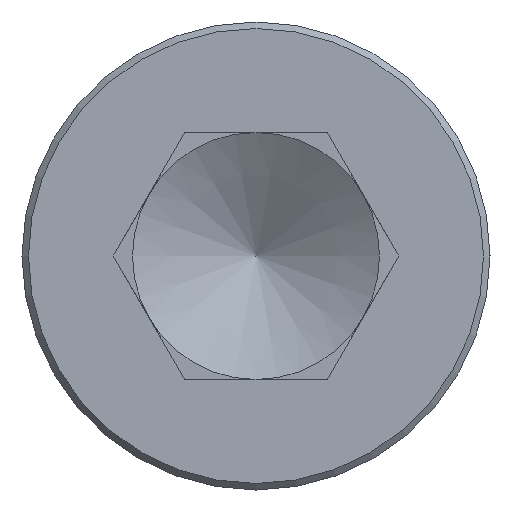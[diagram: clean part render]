
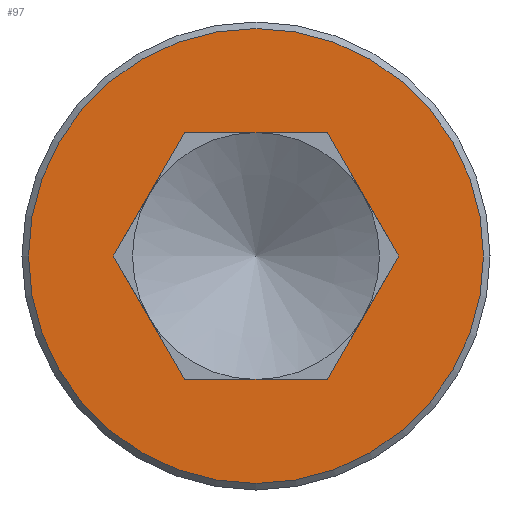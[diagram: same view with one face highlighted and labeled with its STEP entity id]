
A CAD part, left-side view. The second image highlights one B-rep face of the part: STEP entity #97.
In plain terms, the highlighted planar face has unit normal (-1, 0, 0).
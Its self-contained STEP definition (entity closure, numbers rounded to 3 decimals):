
#97 = ADVANCED_FACE( '', ( #199, #200 ), #201, .F. );
#199 = FACE_OUTER_BOUND( '', #293, .T. );
#200 = FACE_BOUND( '', #294, .T. );
#201 = PLANE( '', #295 );
#293 = EDGE_LOOP( '', ( #470 ) );
#294 = EDGE_LOOP( '', ( #471, #472, #473, #474, #475, #476 ) );
#295 = AXIS2_PLACEMENT_3D( '', #477, #478, #479 );
#470 = ORIENTED_EDGE( '', *, *, #502, .F. );
#471 = ORIENTED_EDGE( '', *, *, #491, .T. );
#472 = ORIENTED_EDGE( '', *, *, #485, .T. );
#473 = ORIENTED_EDGE( '', *, *, #508, .T. );
#474 = ORIENTED_EDGE( '', *, *, #532, .T. );
#475 = ORIENTED_EDGE( '', *, *, #524, .T. );
#476 = ORIENTED_EDGE( '', *, *, #545, .T. );
#477 = CARTESIAN_POINT( '', ( 0., 0., 0. ) );
#478 = DIRECTION( '', ( 1., 0., 0. ) );
#479 = DIRECTION( '', ( 0., 0., -1. ) );
#485 = EDGE_CURVE( '', #555, #556, #557, .T. );
#491 = EDGE_CURVE( '', #566, #555, #567, .T. );
#502 = EDGE_CURVE( '', #583, #583, #584, .T. );
#508 = EDGE_CURVE( '', #556, #592, #593, .T. );
#524 = EDGE_CURVE( '', #612, #613, #614, .T. );
#532 = EDGE_CURVE( '', #592, #612, #625, .T. );
#545 = EDGE_CURVE( '', #613, #566, #640, .T. );
#555 = VERTEX_POINT( '', #652 );
#556 = VERTEX_POINT( '', #653 );
#557 = LINE( '', #654, #655 );
#566 = VERTEX_POINT( '', #668 );
#567 = LINE( '', #669, #670 );
#583 = VERTEX_POINT( '', #689 );
#584 = CIRCLE( '', #690, 17.5 );
#592 = VERTEX_POINT( '', #698 );
#593 = LINE( '', #699, #700 );
#612 = VERTEX_POINT( '', #723 );
#613 = VERTEX_POINT( '', #724 );
#614 = LINE( '', #725, #726 );
#625 = LINE( '', #740, #741 );
#640 = LINE( '', #758, #759 );
#652 = CARTESIAN_POINT( '', ( 0., -5.485, 9.5 ) );
#653 = CARTESIAN_POINT( '', ( 0., -10.97, 0. ) );
#654 = CARTESIAN_POINT( '', ( 0., -5.485, 9.5 ) );
#655 = VECTOR( '', #766, 1000. );
#668 = CARTESIAN_POINT( '', ( 0., 5.485, 9.5 ) );
#669 = CARTESIAN_POINT( '', ( 0., 5.485, 9.5 ) );
#670 = VECTOR( '', #771, 1000. );
#689 = CARTESIAN_POINT( '', ( 0., 0., -17.5 ) );
#690 = AXIS2_PLACEMENT_3D( '', #787, #788, #789 );
#698 = CARTESIAN_POINT( '', ( 0., -5.485, -9.5 ) );
#699 = CARTESIAN_POINT( '', ( 0., -10.97, 0. ) );
#700 = VECTOR( '', #796, 1000. );
#723 = CARTESIAN_POINT( '', ( 0., 5.485, -9.5 ) );
#724 = CARTESIAN_POINT( '', ( 0., 10.97, 0. ) );
#725 = CARTESIAN_POINT( '', ( 0., 5.485, -9.5 ) );
#726 = VECTOR( '', #816, 1000. );
#740 = CARTESIAN_POINT( '', ( 0., -5.485, -9.5 ) );
#741 = VECTOR( '', #826, 1000. );
#758 = CARTESIAN_POINT( '', ( 0., 10.97, 0. ) );
#759 = VECTOR( '', #835, 1000. );
#766 = DIRECTION( '', ( 0., -0.5, -0.866 ) );
#771 = DIRECTION( '', ( 0., -1., 0. ) );
#787 = CARTESIAN_POINT( '', ( 0., 0., 0. ) );
#788 = DIRECTION( '', ( 1., 0., 0. ) );
#789 = DIRECTION( '', ( 0., 0., -1. ) );
#796 = DIRECTION( '', ( 0., 0.5, -0.866 ) );
#816 = DIRECTION( '', ( 0., 0.5, 0.866 ) );
#826 = DIRECTION( '', ( 0., 1., 0. ) );
#835 = DIRECTION( '', ( 0., -0.5, 0.866 ) );
